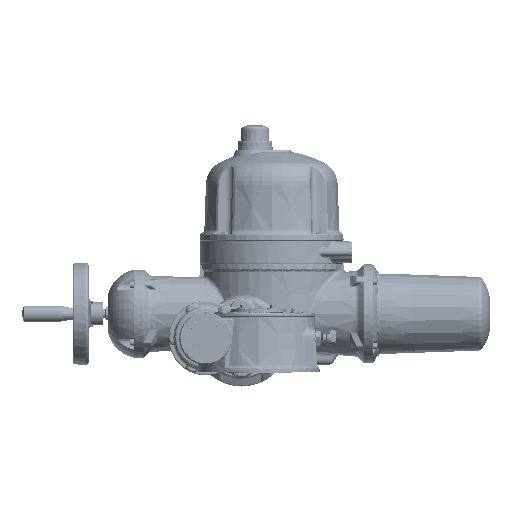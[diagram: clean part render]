
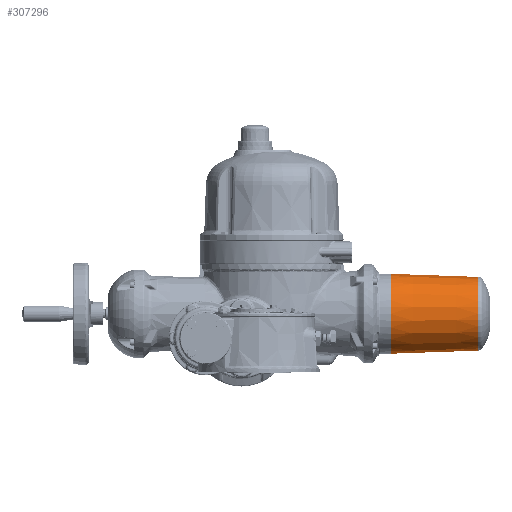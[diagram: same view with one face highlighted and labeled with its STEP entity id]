
A CAD part, front view. The second image highlights one B-rep face of the part: STEP entity #307296.
In plain terms, the highlighted conical face has half-angle 2 degrees and reference radius 57.553 mm.
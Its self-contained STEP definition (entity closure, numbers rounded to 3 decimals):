
#18795 = CARTESIAN_POINT ( 'NONE',  ( 1036.582, 1255.733, -861.527 ) ) ;
#32490 = CARTESIAN_POINT ( 'NONE',  ( 899.918, 1255.733, -799.202 ) ) ;
#57936 = AXIS2_PLACEMENT_3D ( 'NONE', #239161, #273101, #242061 ) ;
#66516 = ORIENTED_EDGE ( 'NONE', *, *, #401974, .T. ) ;
#76155 = DIRECTION ( 'NONE',  ( -1., 0., 0. ) ) ;
#76990 = VECTOR ( 'NONE', #411328, 1000. ) ;
#84196 = ORIENTED_EDGE ( 'NONE', *, *, #287473, .T. ) ;
#115985 = VERTEX_POINT ( 'NONE', #32490 ) ;
#136284 = VECTOR ( 'NONE', #288745, 1000. ) ;
#139299 = AXIS2_PLACEMENT_3D ( 'NONE', #18795, #421278, #292797 ) ;
#140976 = DIRECTION ( 'NONE',  ( 0., 0., 1. ) ) ;
#144990 = EDGE_CURVE ( 'NONE', #209907, #115985, #224608, .T. ) ;
#151718 = CARTESIAN_POINT ( 'NONE',  ( 1036.582, 1255.733, -919.08 ) ) ;
#164793 = VERTEX_POINT ( 'NONE', #316978 ) ;
#166684 = CIRCLE ( 'NONE', #57936, 62.325 ) ;
#179807 = CONICAL_SURFACE ( 'NONE', #139299, 57.553, 0.035 ) ;
#209907 = VERTEX_POINT ( 'NONE', #273820 ) ;
#213473 = ORIENTED_EDGE ( 'NONE', *, *, #144990, .T. ) ;
#218233 = AXIS2_PLACEMENT_3D ( 'NONE', #341606, #76155, #140976 ) ;
#224608 = LINE ( 'NONE', #249001, #76990 ) ;
#239161 = CARTESIAN_POINT ( 'NONE',  ( 899.918, 1255.733, -861.527 ) ) ;
#242061 = DIRECTION ( 'NONE',  ( 0., 0., -1. ) ) ;
#249001 = CARTESIAN_POINT ( 'NONE',  ( 1036.582, 1255.733, -803.975 ) ) ;
#273101 = DIRECTION ( 'NONE',  ( 1., 0., 0. ) ) ;
#273820 = CARTESIAN_POINT ( 'NONE',  ( 1036.582, 1255.733, -803.975 ) ) ;
#287473 = EDGE_CURVE ( 'NONE', #115985, #362268, #166684, .T. ) ;
#288745 = DIRECTION ( 'NONE',  ( -0.999, 0., -0.035 ) ) ;
#289126 = CIRCLE ( 'NONE', #218233, 57.553 ) ;
#292797 = DIRECTION ( 'NONE',  ( 0., 0., 1. ) ) ;
#301387 = EDGE_LOOP ( 'NONE', ( #391502, #66516, #213473, #84196 ) ) ;
#307296 = ADVANCED_FACE ( 'NONE', ( #354171 ), #179807, .T. ) ;
#316978 = CARTESIAN_POINT ( 'NONE',  ( 1036.582, 1255.733, -919.08 ) ) ;
#341606 = CARTESIAN_POINT ( 'NONE',  ( 1036.582, 1255.733, -861.527 ) ) ;
#354171 = FACE_OUTER_BOUND ( 'NONE', #301387, .T. ) ;
#362268 = VERTEX_POINT ( 'NONE', #398951 ) ;
#363140 = LINE ( 'NONE', #151718, #136284 ) ;
#374143 = EDGE_CURVE ( 'NONE', #164793, #362268, #363140, .T. ) ;
#391502 = ORIENTED_EDGE ( 'NONE', *, *, #374143, .F. ) ;
#398951 = CARTESIAN_POINT ( 'NONE',  ( 899.918, 1255.733, -923.852 ) ) ;
#401974 = EDGE_CURVE ( 'NONE', #164793, #209907, #289126, .T. ) ;
#411328 = DIRECTION ( 'NONE',  ( -0.999, 0., 0.035 ) ) ;
#421278 = DIRECTION ( 'NONE',  ( -1., 0., 0. ) ) ;
